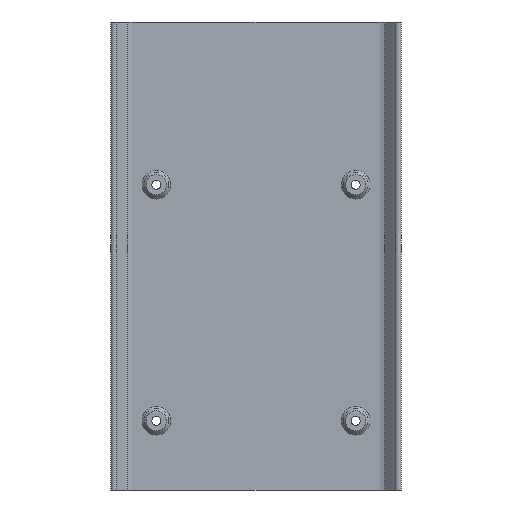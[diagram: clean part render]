
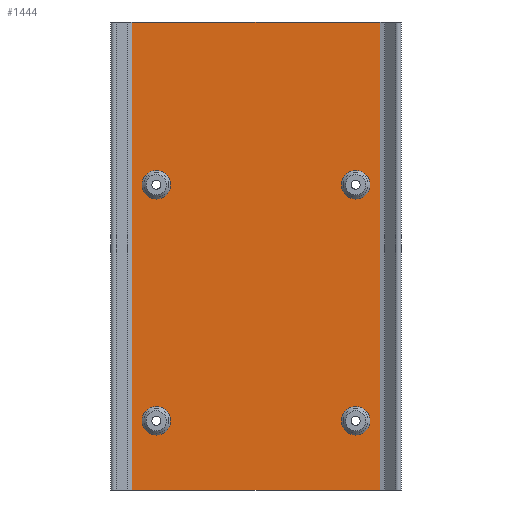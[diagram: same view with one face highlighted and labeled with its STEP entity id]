
A CAD part, front view. The second image highlights one B-rep face of the part: STEP entity #1444.
In plain terms, the highlighted planar face has unit normal (0, -1, 0).
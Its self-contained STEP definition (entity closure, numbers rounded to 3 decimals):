
#75 = PLANE('',#76);
#76 = AXIS2_PLACEMENT_3D('',#77,#78,#79);
#77 = CARTESIAN_POINT('',(40.,-68.818,-115.));
#78 = DIRECTION('',(0.,0.,1.));
#79 = DIRECTION('',(1.,0.,0.));
#131 = PLANE('',#132);
#132 = AXIS2_PLACEMENT_3D('',#133,#134,#135);
#133 = CARTESIAN_POINT('',(40.,-68.818,0.));
#134 = DIRECTION('',(0.,0.,1.));
#135 = DIRECTION('',(1.,0.,0.));
#509 = VERTEX_POINT('',#510);
#510 = CARTESIAN_POINT('',(9.5,-69.5,-115.));
#524 = PLANE('',#525);
#525 = AXIS2_PLACEMENT_3D('',#526,#527,#528);
#526 = CARTESIAN_POINT('',(9.5,-69.5,0.));
#527 = DIRECTION('',(-0.259,0.966,0.));
#528 = DIRECTION('',(-0.966,-0.259,0.));
#536 = EDGE_CURVE('',#509,#537,#539,.T.);
#537 = VERTEX_POINT('',#538);
#538 = CARTESIAN_POINT('',(70.5,-69.5,-115.));
#539 = SURFACE_CURVE('',#540,(#544,#551),.PCURVE_S1.);
#540 = LINE('',#541,#542);
#541 = CARTESIAN_POINT('',(40.,-69.5,-115.));
#542 = VECTOR('',#543,1.);
#543 = DIRECTION('',(1.,0.,0.));
#544 = PCURVE('',#75,#545);
#545 = DEFINITIONAL_REPRESENTATION('',(#546),#550);
#546 = LINE('',#547,#548);
#547 = CARTESIAN_POINT('',(0.,-0.682));
#548 = VECTOR('',#549,1.);
#549 = DIRECTION('',(1.,0.));
#550 = ( GEOMETRIC_REPRESENTATION_CONTEXT(2) 
PARAMETRIC_REPRESENTATION_CONTEXT() REPRESENTATION_CONTEXT('2D SPACE',''
  ) );
#551 = PCURVE('',#552,#557);
#552 = PLANE('',#553);
#553 = AXIS2_PLACEMENT_3D('',#554,#555,#556);
#554 = CARTESIAN_POINT('',(40.,-69.5,-57.5));
#555 = DIRECTION('',(-0.,-1.,-0.));
#556 = DIRECTION('',(0.,0.,-1.));
#557 = DEFINITIONAL_REPRESENTATION('',(#558),#562);
#558 = LINE('',#559,#560);
#559 = CARTESIAN_POINT('',(57.5,0.));
#560 = VECTOR('',#561,1.);
#561 = DIRECTION('',(0.,1.));
#562 = ( GEOMETRIC_REPRESENTATION_CONTEXT(2) 
PARAMETRIC_REPRESENTATION_CONTEXT() REPRESENTATION_CONTEXT('2D SPACE',''
  ) );
#580 = PLANE('',#581);
#581 = AXIS2_PLACEMENT_3D('',#582,#583,#584);
#582 = CARTESIAN_POINT('',(70.5,-69.5,0.));
#583 = DIRECTION('',(-0.259,-0.966,0.));
#584 = DIRECTION('',(0.966,-0.259,0.));
#872 = VERTEX_POINT('',#873);
#873 = CARTESIAN_POINT('',(9.5,-69.5,0.));
#894 = EDGE_CURVE('',#895,#872,#897,.T.);
#895 = VERTEX_POINT('',#896);
#896 = CARTESIAN_POINT('',(70.5,-69.5,0.));
#897 = SURFACE_CURVE('',#898,(#902,#909),.PCURVE_S1.);
#898 = LINE('',#899,#900);
#899 = CARTESIAN_POINT('',(40.,-69.5,0.));
#900 = VECTOR('',#901,1.);
#901 = DIRECTION('',(-1.,0.,0.));
#902 = PCURVE('',#131,#903);
#903 = DEFINITIONAL_REPRESENTATION('',(#904),#908);
#904 = LINE('',#905,#906);
#905 = CARTESIAN_POINT('',(0.,-0.682));
#906 = VECTOR('',#907,1.);
#907 = DIRECTION('',(-1.,0.));
#908 = ( GEOMETRIC_REPRESENTATION_CONTEXT(2) 
PARAMETRIC_REPRESENTATION_CONTEXT() REPRESENTATION_CONTEXT('2D SPACE',''
  ) );
#909 = PCURVE('',#552,#910);
#910 = DEFINITIONAL_REPRESENTATION('',(#911),#915);
#911 = LINE('',#912,#913);
#912 = CARTESIAN_POINT('',(-57.5,0.));
#913 = VECTOR('',#914,1.);
#914 = DIRECTION('',(0.,-1.));
#915 = ( GEOMETRIC_REPRESENTATION_CONTEXT(2) 
PARAMETRIC_REPRESENTATION_CONTEXT() REPRESENTATION_CONTEXT('2D SPACE',''
  ) );
#1394 = EDGE_CURVE('',#895,#537,#1395,.T.);
#1395 = SURFACE_CURVE('',#1396,(#1400,#1407),.PCURVE_S1.);
#1396 = LINE('',#1397,#1398);
#1397 = CARTESIAN_POINT('',(70.5,-69.5,0.));
#1398 = VECTOR('',#1399,1.);
#1399 = DIRECTION('',(-0.,-0.,-1.));
#1400 = PCURVE('',#580,#1401);
#1401 = DEFINITIONAL_REPRESENTATION('',(#1402),#1406);
#1402 = LINE('',#1403,#1404);
#1403 = CARTESIAN_POINT('',(0.,0.));
#1404 = VECTOR('',#1405,1.);
#1405 = DIRECTION('',(0.,-1.));
#1406 = ( GEOMETRIC_REPRESENTATION_CONTEXT(2) 
PARAMETRIC_REPRESENTATION_CONTEXT() REPRESENTATION_CONTEXT('2D SPACE',''
  ) );
#1407 = PCURVE('',#552,#1408);
#1408 = DEFINITIONAL_REPRESENTATION('',(#1409),#1413);
#1409 = LINE('',#1410,#1411);
#1410 = CARTESIAN_POINT('',(-57.5,30.5));
#1411 = VECTOR('',#1412,1.);
#1412 = DIRECTION('',(1.,0.));
#1413 = ( GEOMETRIC_REPRESENTATION_CONTEXT(2) 
PARAMETRIC_REPRESENTATION_CONTEXT() REPRESENTATION_CONTEXT('2D SPACE',''
  ) );
#1444 = ADVANCED_FACE('',(#1445,#1476,#1502,#1533,#1564),#552,.T.);
#1445 = FACE_BOUND('',#1446,.T.);
#1446 = EDGE_LOOP('',(#1447));
#1447 = ORIENTED_EDGE('',*,*,#1448,.F.);
#1448 = EDGE_CURVE('',#1449,#1449,#1451,.T.);
#1449 = VERTEX_POINT('',#1450);
#1450 = CARTESIAN_POINT('',(19.,-69.5,-40.));
#1451 = SURFACE_CURVE('',#1452,(#1457,#1464),.PCURVE_S1.);
#1452 = CIRCLE('',#1453,3.5);
#1453 = AXIS2_PLACEMENT_3D('',#1454,#1455,#1456);
#1454 = CARTESIAN_POINT('',(15.5,-69.5,-40.));
#1455 = DIRECTION('',(0.,-1.,0.));
#1456 = DIRECTION('',(1.,0.,0.));
#1457 = PCURVE('',#552,#1458);
#1458 = DEFINITIONAL_REPRESENTATION('',(#1459),#1463);
#1459 = CIRCLE('',#1460,3.5);
#1460 = AXIS2_PLACEMENT_2D('',#1461,#1462);
#1461 = CARTESIAN_POINT('',(-17.5,-24.5));
#1462 = DIRECTION('',(0.,1.));
#1463 = ( GEOMETRIC_REPRESENTATION_CONTEXT(2) 
PARAMETRIC_REPRESENTATION_CONTEXT() REPRESENTATION_CONTEXT('2D SPACE',''
  ) );
#1464 = PCURVE('',#1465,#1470);
#1465 = CONICAL_SURFACE('',#1466,3.,0.785);
#1466 = AXIS2_PLACEMENT_3D('',#1467,#1468,#1469);
#1467 = CARTESIAN_POINT('',(15.5,-70.,-40.));
#1468 = DIRECTION('',(-0.,1.,-0.));
#1469 = DIRECTION('',(1.,0.,0.));
#1470 = DEFINITIONAL_REPRESENTATION('',(#1471),#1475);
#1471 = LINE('',#1472,#1473);
#1472 = CARTESIAN_POINT('',(0.,0.5));
#1473 = VECTOR('',#1474,1.);
#1474 = DIRECTION('',(-1.,-0.));
#1475 = ( GEOMETRIC_REPRESENTATION_CONTEXT(2) 
PARAMETRIC_REPRESENTATION_CONTEXT() REPRESENTATION_CONTEXT('2D SPACE',''
  ) );
#1476 = FACE_BOUND('',#1477,.T.);
#1477 = EDGE_LOOP('',(#1478,#1479,#1480,#1501));
#1478 = ORIENTED_EDGE('',*,*,#1394,.F.);
#1479 = ORIENTED_EDGE('',*,*,#894,.T.);
#1480 = ORIENTED_EDGE('',*,*,#1481,.T.);
#1481 = EDGE_CURVE('',#872,#509,#1482,.T.);
#1482 = SURFACE_CURVE('',#1483,(#1487,#1494),.PCURVE_S1.);
#1483 = LINE('',#1484,#1485);
#1484 = CARTESIAN_POINT('',(9.5,-69.5,0.));
#1485 = VECTOR('',#1486,1.);
#1486 = DIRECTION('',(-0.,-0.,-1.));
#1487 = PCURVE('',#552,#1488);
#1488 = DEFINITIONAL_REPRESENTATION('',(#1489),#1493);
#1489 = LINE('',#1490,#1491);
#1490 = CARTESIAN_POINT('',(-57.5,-30.5));
#1491 = VECTOR('',#1492,1.);
#1492 = DIRECTION('',(1.,0.));
#1493 = ( GEOMETRIC_REPRESENTATION_CONTEXT(2) 
PARAMETRIC_REPRESENTATION_CONTEXT() REPRESENTATION_CONTEXT('2D SPACE',''
  ) );
#1494 = PCURVE('',#524,#1495);
#1495 = DEFINITIONAL_REPRESENTATION('',(#1496),#1500);
#1496 = LINE('',#1497,#1498);
#1497 = CARTESIAN_POINT('',(0.,0.));
#1498 = VECTOR('',#1499,1.);
#1499 = DIRECTION('',(0.,-1.));
#1500 = ( GEOMETRIC_REPRESENTATION_CONTEXT(2) 
PARAMETRIC_REPRESENTATION_CONTEXT() REPRESENTATION_CONTEXT('2D SPACE',''
  ) );
#1501 = ORIENTED_EDGE('',*,*,#536,.T.);
#1502 = FACE_BOUND('',#1503,.T.);
#1503 = EDGE_LOOP('',(#1504));
#1504 = ORIENTED_EDGE('',*,*,#1505,.F.);
#1505 = EDGE_CURVE('',#1506,#1506,#1508,.T.);
#1506 = VERTEX_POINT('',#1507);
#1507 = CARTESIAN_POINT('',(68.,-69.5,-40.));
#1508 = SURFACE_CURVE('',#1509,(#1514,#1521),.PCURVE_S1.);
#1509 = CIRCLE('',#1510,3.5);
#1510 = AXIS2_PLACEMENT_3D('',#1511,#1512,#1513);
#1511 = CARTESIAN_POINT('',(64.5,-69.5,-40.));
#1512 = DIRECTION('',(0.,-1.,0.));
#1513 = DIRECTION('',(1.,0.,0.));
#1514 = PCURVE('',#552,#1515);
#1515 = DEFINITIONAL_REPRESENTATION('',(#1516),#1520);
#1516 = CIRCLE('',#1517,3.5);
#1517 = AXIS2_PLACEMENT_2D('',#1518,#1519);
#1518 = CARTESIAN_POINT('',(-17.5,24.5));
#1519 = DIRECTION('',(0.,1.));
#1520 = ( GEOMETRIC_REPRESENTATION_CONTEXT(2) 
PARAMETRIC_REPRESENTATION_CONTEXT() REPRESENTATION_CONTEXT('2D SPACE',''
  ) );
#1521 = PCURVE('',#1522,#1527);
#1522 = CONICAL_SURFACE('',#1523,3.,0.785);
#1523 = AXIS2_PLACEMENT_3D('',#1524,#1525,#1526);
#1524 = CARTESIAN_POINT('',(64.5,-70.,-40.));
#1525 = DIRECTION('',(-0.,1.,-0.));
#1526 = DIRECTION('',(1.,0.,0.));
#1527 = DEFINITIONAL_REPRESENTATION('',(#1528),#1532);
#1528 = LINE('',#1529,#1530);
#1529 = CARTESIAN_POINT('',(0.,0.5));
#1530 = VECTOR('',#1531,1.);
#1531 = DIRECTION('',(-1.,-0.));
#1532 = ( GEOMETRIC_REPRESENTATION_CONTEXT(2) 
PARAMETRIC_REPRESENTATION_CONTEXT() REPRESENTATION_CONTEXT('2D SPACE',''
  ) );
#1533 = FACE_BOUND('',#1534,.T.);
#1534 = EDGE_LOOP('',(#1535));
#1535 = ORIENTED_EDGE('',*,*,#1536,.F.);
#1536 = EDGE_CURVE('',#1537,#1537,#1539,.T.);
#1537 = VERTEX_POINT('',#1538);
#1538 = CARTESIAN_POINT('',(68.,-69.5,-98.));
#1539 = SURFACE_CURVE('',#1540,(#1545,#1552),.PCURVE_S1.);
#1540 = CIRCLE('',#1541,3.5);
#1541 = AXIS2_PLACEMENT_3D('',#1542,#1543,#1544);
#1542 = CARTESIAN_POINT('',(64.5,-69.5,-98.));
#1543 = DIRECTION('',(0.,-1.,0.));
#1544 = DIRECTION('',(1.,0.,0.));
#1545 = PCURVE('',#552,#1546);
#1546 = DEFINITIONAL_REPRESENTATION('',(#1547),#1551);
#1547 = CIRCLE('',#1548,3.5);
#1548 = AXIS2_PLACEMENT_2D('',#1549,#1550);
#1549 = CARTESIAN_POINT('',(40.5,24.5));
#1550 = DIRECTION('',(0.,1.));
#1551 = ( GEOMETRIC_REPRESENTATION_CONTEXT(2) 
PARAMETRIC_REPRESENTATION_CONTEXT() REPRESENTATION_CONTEXT('2D SPACE',''
  ) );
#1552 = PCURVE('',#1553,#1558);
#1553 = CONICAL_SURFACE('',#1554,3.,0.785);
#1554 = AXIS2_PLACEMENT_3D('',#1555,#1556,#1557);
#1555 = CARTESIAN_POINT('',(64.5,-70.,-98.));
#1556 = DIRECTION('',(-0.,1.,-0.));
#1557 = DIRECTION('',(1.,0.,0.));
#1558 = DEFINITIONAL_REPRESENTATION('',(#1559),#1563);
#1559 = LINE('',#1560,#1561);
#1560 = CARTESIAN_POINT('',(0.,0.5));
#1561 = VECTOR('',#1562,1.);
#1562 = DIRECTION('',(-1.,-0.));
#1563 = ( GEOMETRIC_REPRESENTATION_CONTEXT(2) 
PARAMETRIC_REPRESENTATION_CONTEXT() REPRESENTATION_CONTEXT('2D SPACE',''
  ) );
#1564 = FACE_BOUND('',#1565,.T.);
#1565 = EDGE_LOOP('',(#1566));
#1566 = ORIENTED_EDGE('',*,*,#1567,.F.);
#1567 = EDGE_CURVE('',#1568,#1568,#1570,.T.);
#1568 = VERTEX_POINT('',#1569);
#1569 = CARTESIAN_POINT('',(19.,-69.5,-98.));
#1570 = SURFACE_CURVE('',#1571,(#1576,#1583),.PCURVE_S1.);
#1571 = CIRCLE('',#1572,3.5);
#1572 = AXIS2_PLACEMENT_3D('',#1573,#1574,#1575);
#1573 = CARTESIAN_POINT('',(15.5,-69.5,-98.));
#1574 = DIRECTION('',(0.,-1.,0.));
#1575 = DIRECTION('',(1.,0.,0.));
#1576 = PCURVE('',#552,#1577);
#1577 = DEFINITIONAL_REPRESENTATION('',(#1578),#1582);
#1578 = CIRCLE('',#1579,3.5);
#1579 = AXIS2_PLACEMENT_2D('',#1580,#1581);
#1580 = CARTESIAN_POINT('',(40.5,-24.5));
#1581 = DIRECTION('',(0.,1.));
#1582 = ( GEOMETRIC_REPRESENTATION_CONTEXT(2) 
PARAMETRIC_REPRESENTATION_CONTEXT() REPRESENTATION_CONTEXT('2D SPACE',''
  ) );
#1583 = PCURVE('',#1584,#1589);
#1584 = CONICAL_SURFACE('',#1585,3.,0.785);
#1585 = AXIS2_PLACEMENT_3D('',#1586,#1587,#1588);
#1586 = CARTESIAN_POINT('',(15.5,-70.,-98.));
#1587 = DIRECTION('',(-0.,1.,-0.));
#1588 = DIRECTION('',(1.,0.,0.));
#1589 = DEFINITIONAL_REPRESENTATION('',(#1590),#1594);
#1590 = LINE('',#1591,#1592);
#1591 = CARTESIAN_POINT('',(0.,0.5));
#1592 = VECTOR('',#1593,1.);
#1593 = DIRECTION('',(-1.,-0.));
#1594 = ( GEOMETRIC_REPRESENTATION_CONTEXT(2) 
PARAMETRIC_REPRESENTATION_CONTEXT() REPRESENTATION_CONTEXT('2D SPACE',''
  ) );
